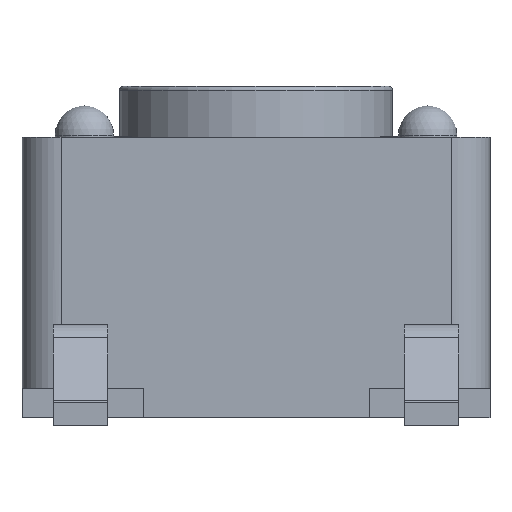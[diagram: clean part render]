
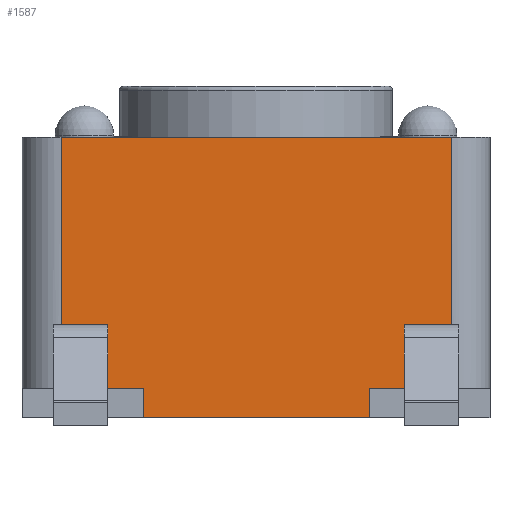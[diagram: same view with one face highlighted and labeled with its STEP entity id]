
A CAD part, left-side view. The second image highlights one B-rep face of the part: STEP entity #1587.
In plain terms, the highlighted planar face has unit normal (-1, 0, 0).
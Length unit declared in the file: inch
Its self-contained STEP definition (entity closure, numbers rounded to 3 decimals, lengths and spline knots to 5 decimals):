
#1096=CARTESIAN_POINT('',(-0.11811,0.09843,0.12677));
#1097=VERTEX_POINT('',#1096);
#1105=CARTESIAN_POINT('',(-0.11811,-0.09843,0.12677));
#1106=VERTEX_POINT('',#1105);
#1107=CARTESIAN_POINT('',(-0.11811,-0.09843,0.12677));
#1108=DIRECTION('',(0.0,1.0,0.0));
#1109=VECTOR('',#1108,0.19685);
#1110=LINE('',#1107,#1109);
#1111=EDGE_CURVE('',#1106,#1097,#1110,.T.);
#1328=CARTESIAN_POINT('',(-0.11811,0.09843,0.0));
#1329=VERTEX_POINT('',#1328);
#1337=CARTESIAN_POINT('',(-0.11811,0.09843,0.02047));
#1338=VERTEX_POINT('',#1337);
#1339=CARTESIAN_POINT('',(-0.11811,0.09843,0.0));
#1340=DIRECTION('',(0.0,0.0,1.0));
#1341=VECTOR('',#1340,0.02047);
#1342=LINE('',#1339,#1341);
#1343=EDGE_CURVE('',#1329,#1338,#1342,.T.);
#1362=CARTESIAN_POINT('',(-0.11811,0.09843,0.03228));
#1363=VERTEX_POINT('',#1362);
#1371=CARTESIAN_POINT('',(-0.11811,0.09843,0.03228));
#1372=DIRECTION('',(0.0,0.0,1.0));
#1373=VECTOR('',#1372,0.09449);
#1374=LINE('',#1371,#1373);
#1375=EDGE_CURVE('',#1363,#1097,#1374,.T.);
#1395=CARTESIAN_POINT('',(-0.11811,0.05669,0.0));
#1396=VERTEX_POINT('',#1395);
#1403=CARTESIAN_POINT('',(-0.11811,0.09843,0.0));
#1404=DIRECTION('',(0.0,-1.0,0.0));
#1405=VECTOR('',#1404,0.04173);
#1406=LINE('',#1403,#1405);
#1407=EDGE_CURVE('',#1329,#1396,#1406,.T.);
#1484=CARTESIAN_POINT('',(-0.11811,-0.10827,-0.02205));
#1485=DIRECTION('',(-1.0,0.0,0.0));
#1486=DIRECTION('',(0.0,0.0,1.0));
#1487=AXIS2_PLACEMENT_3D('',#1484,#1485,#1486);
#1488=PLANE('',#1487);
#1489=ORIENTED_EDGE('',*,*,#1343,.F.);
#1490=ORIENTED_EDGE('',*,*,#1407,.T.);
#1491=CARTESIAN_POINT('',(-0.11811,0.05669,-0.01496));
#1492=VERTEX_POINT('',#1491);
#1493=CARTESIAN_POINT('',(-0.11811,0.05669,0.0));
#1494=DIRECTION('',(0.0,0.0,-1.0));
#1495=VECTOR('',#1494,0.01496);
#1496=LINE('',#1493,#1495);
#1497=EDGE_CURVE('',#1396,#1492,#1496,.T.);
#1498=ORIENTED_EDGE('',*,*,#1497,.T.);
#1499=CARTESIAN_POINT('',(-0.11811,-0.05748,-0.01496));
#1500=VERTEX_POINT('',#1499);
#1501=CARTESIAN_POINT('',(-0.11811,0.05669,-0.01496));
#1502=DIRECTION('',(0.0,-1.0,0.0));
#1503=VECTOR('',#1502,0.11417);
#1504=LINE('',#1501,#1503);
#1505=EDGE_CURVE('',#1492,#1500,#1504,.T.);
#1506=ORIENTED_EDGE('',*,*,#1505,.T.);
#1507=CARTESIAN_POINT('',(-0.11811,-0.05748,0.0));
#1508=VERTEX_POINT('',#1507);
#1509=CARTESIAN_POINT('',(-0.11811,-0.05748,0.0));
#1510=DIRECTION('',(0.0,0.0,-1.0));
#1511=VECTOR('',#1510,0.01496);
#1512=LINE('',#1509,#1511);
#1513=EDGE_CURVE('',#1508,#1500,#1512,.T.);
#1514=ORIENTED_EDGE('',*,*,#1513,.F.);
#1515=CARTESIAN_POINT('',(-0.11811,-0.09843,0.0));
#1516=VERTEX_POINT('',#1515);
#1517=CARTESIAN_POINT('',(-0.11811,-0.05748,0.0));
#1518=DIRECTION('',(0.0,-1.0,0.0));
#1519=VECTOR('',#1518,0.04094);
#1520=LINE('',#1517,#1519);
#1521=EDGE_CURVE('',#1508,#1516,#1520,.T.);
#1522=ORIENTED_EDGE('',*,*,#1521,.T.);
#1523=CARTESIAN_POINT('',(-0.11811,-0.09843,0.02047));
#1524=VERTEX_POINT('',#1523);
#1525=CARTESIAN_POINT('',(-0.11811,-0.09843,0.02047));
#1526=DIRECTION('',(0.0,0.0,-1.0));
#1527=VECTOR('',#1526,0.02047);
#1528=LINE('',#1525,#1527);
#1529=EDGE_CURVE('',#1524,#1516,#1528,.T.);
#1530=ORIENTED_EDGE('',*,*,#1529,.F.);
#1531=CARTESIAN_POINT('',(-0.11811,-0.0748,0.02047));
#1532=VERTEX_POINT('',#1531);
#1533=CARTESIAN_POINT('',(-0.11811,-0.09843,0.02047));
#1534=DIRECTION('',(0.0,1.0,0.0));
#1535=VECTOR('',#1534,0.02362);
#1536=LINE('',#1533,#1535);
#1537=EDGE_CURVE('',#1524,#1532,#1536,.T.);
#1538=ORIENTED_EDGE('',*,*,#1537,.T.);
#1539=CARTESIAN_POINT('',(-0.11811,-0.0748,0.03228));
#1540=VERTEX_POINT('',#1539);
#1541=CARTESIAN_POINT('',(-0.11811,-0.0748,0.02047));
#1542=DIRECTION('',(0.0,0.0,1.0));
#1543=VECTOR('',#1542,0.01181);
#1544=LINE('',#1541,#1543);
#1545=EDGE_CURVE('',#1532,#1540,#1544,.T.);
#1546=ORIENTED_EDGE('',*,*,#1545,.T.);
#1547=CARTESIAN_POINT('',(-0.11811,-0.09843,0.03228));
#1548=VERTEX_POINT('',#1547);
#1549=CARTESIAN_POINT('',(-0.11811,-0.0748,0.03228));
#1550=DIRECTION('',(0.0,-1.0,0.0));
#1551=VECTOR('',#1550,0.02362);
#1552=LINE('',#1549,#1551);
#1553=EDGE_CURVE('',#1540,#1548,#1552,.T.);
#1554=ORIENTED_EDGE('',*,*,#1553,.T.);
#1555=CARTESIAN_POINT('',(-0.11811,-0.09843,0.12677));
#1556=DIRECTION('',(0.0,0.0,-1.0));
#1557=VECTOR('',#1556,0.09449);
#1558=LINE('',#1555,#1557);
#1559=EDGE_CURVE('',#1106,#1548,#1558,.T.);
#1560=ORIENTED_EDGE('',*,*,#1559,.F.);
#1561=ORIENTED_EDGE('',*,*,#1111,.T.);
#1562=ORIENTED_EDGE('',*,*,#1375,.F.);
#1563=CARTESIAN_POINT('',(-0.11811,0.0748,0.03228));
#1564=VERTEX_POINT('',#1563);
#1565=CARTESIAN_POINT('',(-0.11811,0.09843,0.03228));
#1566=DIRECTION('',(0.0,-1.0,0.0));
#1567=VECTOR('',#1566,0.02362);
#1568=LINE('',#1565,#1567);
#1569=EDGE_CURVE('',#1363,#1564,#1568,.T.);
#1570=ORIENTED_EDGE('',*,*,#1569,.T.);
#1571=CARTESIAN_POINT('',(-0.11811,0.0748,0.02047));
#1572=VERTEX_POINT('',#1571);
#1573=CARTESIAN_POINT('',(-0.11811,0.0748,0.03228));
#1574=DIRECTION('',(0.0,0.0,-1.0));
#1575=VECTOR('',#1574,0.01181);
#1576=LINE('',#1573,#1575);
#1577=EDGE_CURVE('',#1564,#1572,#1576,.T.);
#1578=ORIENTED_EDGE('',*,*,#1577,.T.);
#1579=CARTESIAN_POINT('',(-0.11811,0.0748,0.02047));
#1580=DIRECTION('',(0.0,1.0,0.0));
#1581=VECTOR('',#1580,0.02362);
#1582=LINE('',#1579,#1581);
#1583=EDGE_CURVE('',#1572,#1338,#1582,.T.);
#1584=ORIENTED_EDGE('',*,*,#1583,.T.);
#1585=EDGE_LOOP('',(#1489,#1490,#1498,#1506,#1514,#1522,#1530,#1538,#1546,#1554,#1560,#1561,#1562,#1570,#1578,#1584));
#1586=FACE_OUTER_BOUND('',#1585,.T.);
#1587=ADVANCED_FACE('',(#1586),#1488,.T.);
